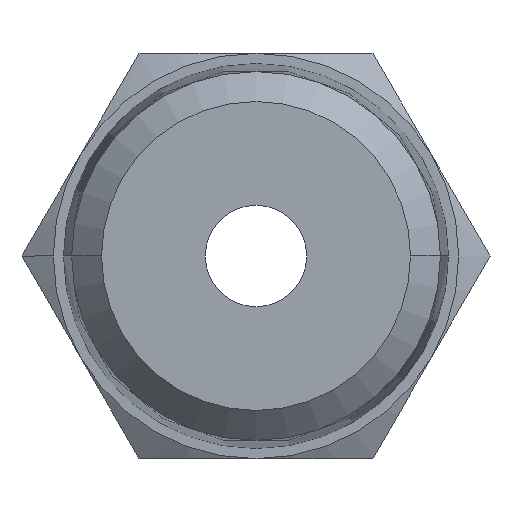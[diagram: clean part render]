
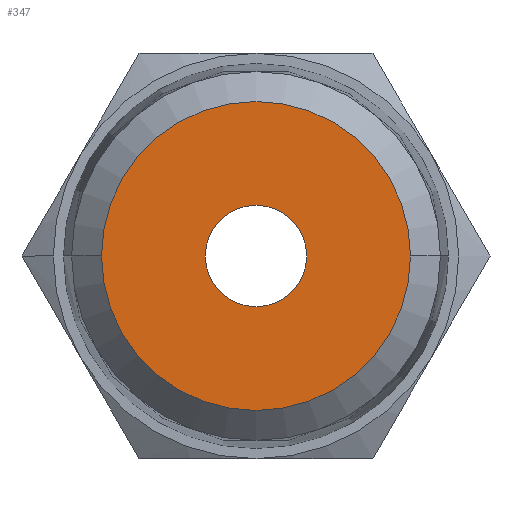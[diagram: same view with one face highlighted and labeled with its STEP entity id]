
A CAD part, front view. The second image highlights one B-rep face of the part: STEP entity #347.
In plain terms, the highlighted planar face has unit normal (0, -1, 0).
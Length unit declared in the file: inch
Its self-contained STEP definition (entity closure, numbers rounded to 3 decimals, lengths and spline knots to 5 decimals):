
#94 = CIRCLE ( 'NONE', #932, 0.21014 ) ;
#221 = FACE_BOUND ( 'NONE', #1707, .T. ) ;
#226 = FACE_OUTER_BOUND ( 'NONE', #1181, .T. ) ;
#347 = ADVANCED_FACE ( 'NONE', ( #221, #226 ), #709, .T. ) ;
#385 = CIRCLE ( 'NONE', #689, 0.0689 ) ;
#400 = AXIS2_PLACEMENT_3D ( 'NONE', #1564, #1099, #665 ) ;
#430 = CARTESIAN_POINT ( 'NONE',  ( -0.0689, 0., 0. ) ) ;
#466 = DIRECTION ( 'NONE',  ( 0., 0., -1. ) ) ;
#467 = CARTESIAN_POINT ( 'NONE',  ( 0., 0., 0. ) ) ;
#474 = DIRECTION ( 'NONE',  ( 0., -1., 0. ) ) ;
#479 = CARTESIAN_POINT ( 'NONE',  ( -0.10507, 0., 0. ) ) ;
#580 = EDGE_CURVE ( 'NONE', #1998, #1993, #2227, .T. ) ;
#645 = DIRECTION ( 'NONE',  ( 0., 0., -1. ) ) ;
#665 = DIRECTION ( 'NONE',  ( 0., 0., -1. ) ) ;
#689 = AXIS2_PLACEMENT_3D ( 'NONE', #1866, #694, #2033 ) ;
#694 = DIRECTION ( 'NONE',  ( 0., 1., 0. ) ) ;
#709 = PLANE ( 'NONE',  #2053 ) ;
#755 = CARTESIAN_POINT ( 'NONE',  ( 0.21014, 0., 0. ) ) ;
#787 = CARTESIAN_POINT ( 'NONE',  ( 0., 0., 0. ) ) ;
#932 = AXIS2_PLACEMENT_3D ( 'NONE', #467, #1832, #645 ) ;
#968 = DIRECTION ( 'NONE',  ( 0., 0., -1. ) ) ;
#1099 = DIRECTION ( 'NONE',  ( 0., 1., 0. ) ) ;
#1152 = ORIENTED_EDGE ( 'NONE', *, *, #1586, .T. ) ;
#1181 = EDGE_LOOP ( 'NONE', ( #1800, #2089 ) ) ;
#1323 = ORIENTED_EDGE ( 'NONE', *, *, #580, .T. ) ;
#1564 = CARTESIAN_POINT ( 'NONE',  ( 0., 0., 0. ) ) ;
#1586 = EDGE_CURVE ( 'NONE', #1993, #1998, #385, .T. ) ;
#1692 = CARTESIAN_POINT ( 'NONE',  ( -0.21014, 0., 0. ) ) ;
#1707 = EDGE_LOOP ( 'NONE', ( #1323, #1152 ) ) ;
#1800 = ORIENTED_EDGE ( 'NONE', *, *, #2075, .F. ) ;
#1832 = DIRECTION ( 'NONE',  ( 0., 1., 0. ) ) ;
#1866 = CARTESIAN_POINT ( 'NONE',  ( 0., 0., 0. ) ) ;
#1976 = CIRCLE ( 'NONE', #2041, 0.21014 ) ;
#1993 = VERTEX_POINT ( 'NONE', #2186 ) ;
#1998 = VERTEX_POINT ( 'NONE', #430 ) ;
#2033 = DIRECTION ( 'NONE',  ( 0., 0., -1. ) ) ;
#2041 = AXIS2_PLACEMENT_3D ( 'NONE', #787, #2112, #968 ) ;
#2053 = AXIS2_PLACEMENT_3D ( 'NONE', #479, #474, #466 ) ;
#2075 = EDGE_CURVE ( 'NONE', #2260, #2267, #94, .T. ) ;
#2089 = ORIENTED_EDGE ( 'NONE', *, *, #2421, .F. ) ;
#2112 = DIRECTION ( 'NONE',  ( 0., 1., 0. ) ) ;
#2186 = CARTESIAN_POINT ( 'NONE',  ( 0.0689, 0., 0. ) ) ;
#2227 = CIRCLE ( 'NONE', #400, 0.0689 ) ;
#2260 = VERTEX_POINT ( 'NONE', #1692 ) ;
#2267 = VERTEX_POINT ( 'NONE', #755 ) ;
#2421 = EDGE_CURVE ( 'NONE', #2267, #2260, #1976, .T. ) ;
